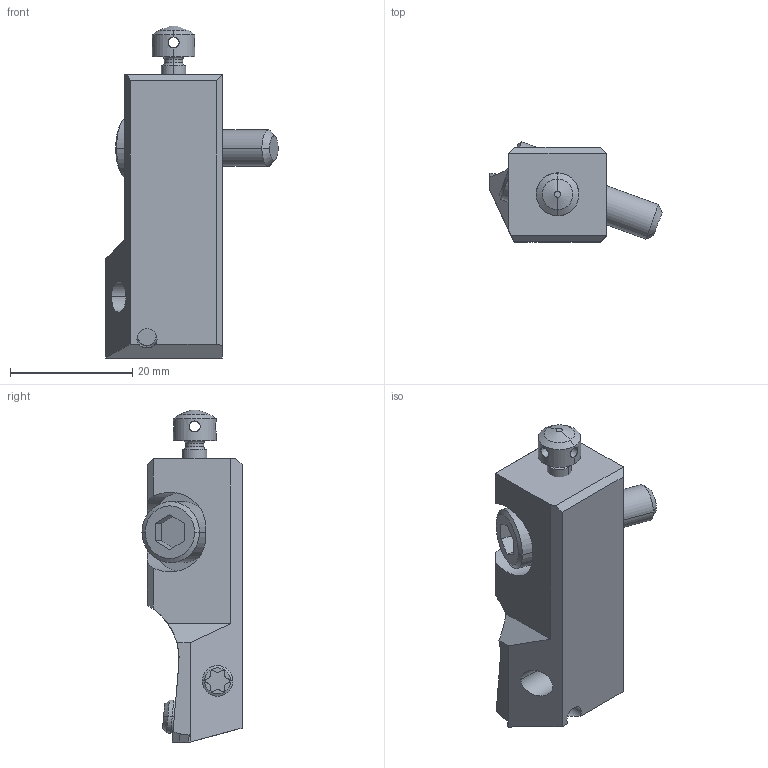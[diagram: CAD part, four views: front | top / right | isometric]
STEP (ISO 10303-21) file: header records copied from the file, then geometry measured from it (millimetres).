
FILE_DESCRIPTION(/* description */ (''),/* implementation_level */ '2;1');
FILE_NAME(/* name */ 'STFPR12CA16.stp',/* time_stamp */ '2019-07-23T16:03:32+09:00',/* author */ (''),/* organization */ (''),/* preprocessor_version */ 'ST-DEVELOPER v16',/* originating_system */ 'SIEMENS PLM Software NX 10.0',/* authorisation */ '');
FILE_SCHEMA (('AUTOMOTIVE_DESIGN { 1 0 10303 214 3 1 1 1 }'));
Length unit declared in the file: millimetre
Products named in the file (1): STFPR12CA16_ASM
Bounding box: 28.2 x 16.39 x 54.36 mm (x, y, z)
Volume: 9585.1 mm3; surface area: 5323.3 mm2
Topology: 5 solids, 5 shells, 141 faces, 372 edges, 239 vertices
Faces by surface type: cylinder 60, plane 49, cone 22, torus 8, sphere 2
Entity records: 5326 total; most frequent: CARTESIAN_POINT 1573, DIRECTION 806, ORIENTED_EDGE 740, EDGE_CURVE 370, AXIS2_PLACEMENT_3D 316, VERTEX_POINT 239, LINE 174, VECTOR 174
